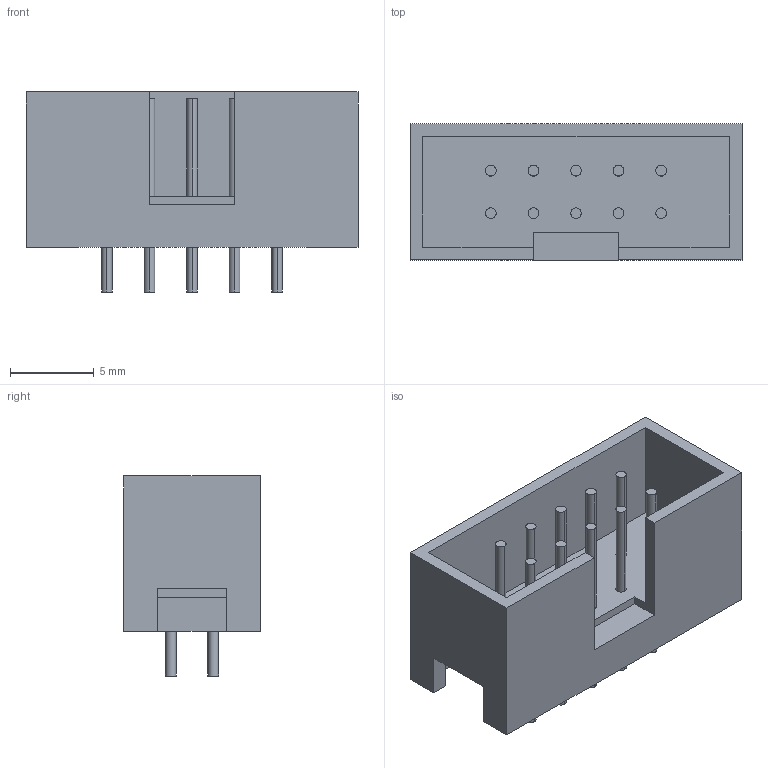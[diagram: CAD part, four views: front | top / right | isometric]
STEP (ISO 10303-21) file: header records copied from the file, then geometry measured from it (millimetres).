
FILE_DESCRIPTION((''),'2;1');
FILE_NAME('66506-066C','2008-05-14T',('SMani'),(''),'PRO/ENGINEER BY PARAMETRIC TECHNOLOGY CORPORATION, 2008010','PRO/ENGINEER BY PARAMETRIC TECHNOLOGY CORPORATION, 2008010','');
FILE_SCHEMA(('CONFIG_CONTROL_DESIGN'));
Length unit declared in the file: inch
Products named in the file (1): 66506-066C
Bounding box: 19.81 x 8.13 x 11.94 mm (x, y, z)
Volume: 663.9 mm3; surface area: 1314.3 mm2
Topology: 1 solids, 1 shells, 96 faces, 218 edges, 144 vertices
Faces by surface type: plane 56, cylinder 40
Entity records: 2750 total; most frequent: DIRECTION 490, CARTESIAN_POINT 458, ORIENTED_EDGE 436, EDGE_CURVE 218, AXIS2_PLACEMENT_3D 176, VERTEX_POINT 144, VECTOR 138, LINE 138
